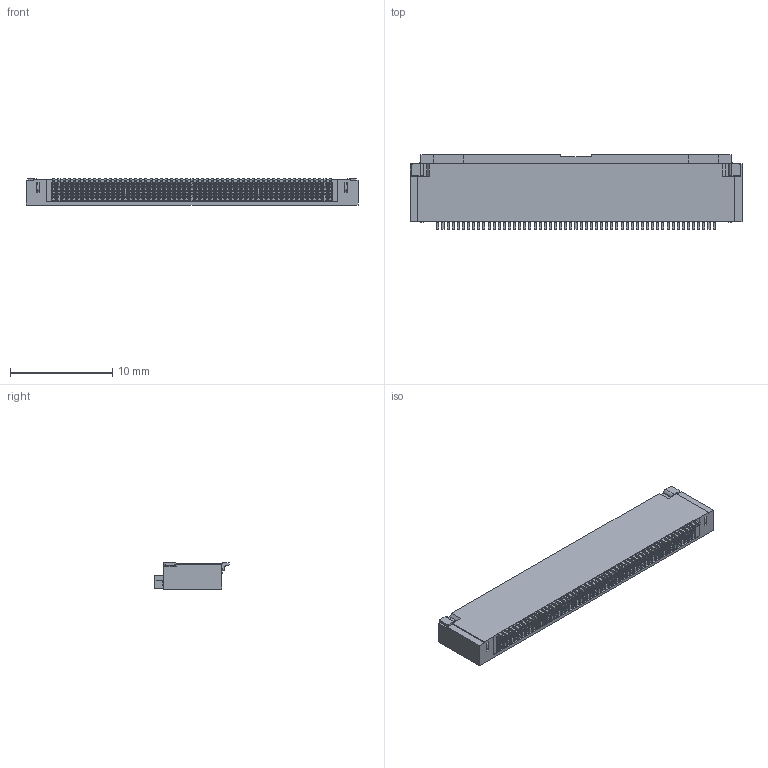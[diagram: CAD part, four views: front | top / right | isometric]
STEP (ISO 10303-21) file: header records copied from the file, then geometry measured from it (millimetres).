
FILE_DESCRIPTION((''),'2;1');
FILE_NAME('FPC05-255H-COVER-55P_ASM','2022-12-19T16:05:27',('Administrator'),(''),'CREO PARAMETRIC BY PTC INC, 2020033','CREO PARAMETRIC BY PTC INC, 2020033','');
FILE_SCHEMA(('CONFIG_CONTROL_DESIGN'));
Products named in the file (1): FPC05-255H-COVER-55P_ASM
Bounding box: 32.45 x 7.25 x 2.55 mm (x, y, z)
Volume: 327.9 mm3; surface area: 2148.6 mm2
Topology: 1 solids, 1 shells, 4727 faces, 14511 edges, 9394 vertices
Faces by surface type: plane 2518, cylinder 1987, sphere 110, torus 110, bspline 2
Entity records: 163838 total; most frequent: CARTESIAN_POINT 31221, ORIENTED_EDGE 29022, DIRECTION 27423, EDGE_CURVE 14511, VECTOR 9921, LINE 9921, VERTEX_POINT 9394, AXIS2_PLACEMENT_3D 8751
